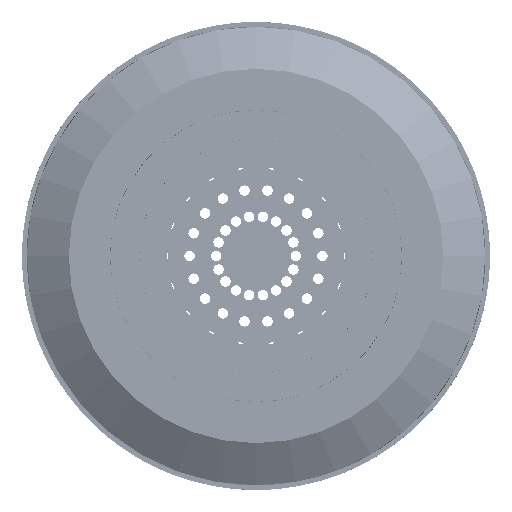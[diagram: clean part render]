
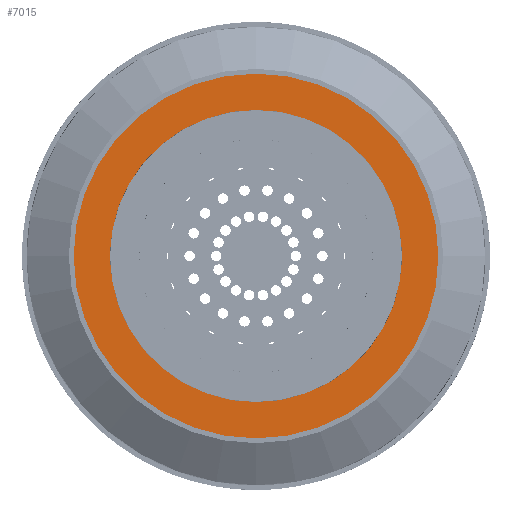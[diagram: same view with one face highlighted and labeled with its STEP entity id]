
A CAD part, left-side view. The second image highlights one B-rep face of the part: STEP entity #7015.
In plain terms, the highlighted planar face has unit normal (-1, 0, 0).
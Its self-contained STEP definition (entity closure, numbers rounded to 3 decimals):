
#7015=ADVANCED_FACE('',(#14544,#14545),#14546,.T.);
#14544=FACE_OUTER_BOUND('',#22324,.T.);
#14545=FACE_BOUND('',#22325,.T.);
#14546=PLANE('',#22326);
#22324=EDGE_LOOP('',(#45086,#45087));
#22325=EDGE_LOOP('',(#45088,#45089));
#22326=AXIS2_PLACEMENT_3D('',#45090,#45091,#45092);
#45086=ORIENTED_EDGE('',*,*,#46964,.T.);
#45087=ORIENTED_EDGE('',*,*,#55733,.T.);
#45088=ORIENTED_EDGE('',*,*,#55158,.F.);
#45089=ORIENTED_EDGE('',*,*,#48828,.F.);
#45090=CARTESIAN_POINT('',(-56.543,0.0,0.0));
#45091=DIRECTION('',(-1.0,0.0,0.0));
#45092=DIRECTION('',(0.0,0.0,1.0));
#46964=EDGE_CURVE('',#56613,#56617,#56619,.T.);
#48828=EDGE_CURVE('',#59986,#59989,#59990,.T.);
#55158=EDGE_CURVE('',#59989,#59986,#68624,.T.);
#55733=EDGE_CURVE('',#56617,#56613,#69342,.T.);
#56613=VERTEX_POINT('',#70464);
#56617=VERTEX_POINT('',#70469);
#56619=CIRCLE('',#70472,32.74);
#59986=VERTEX_POINT('',#80586);
#59989=VERTEX_POINT('',#80590);
#59990=CIRCLE('',#80591,26.2);
#68624=CIRCLE('',#97491,26.2);
#69342=CIRCLE('',#100783,32.74);
#70464=CARTESIAN_POINT('',(-56.543,0.0,32.74));
#70469=CARTESIAN_POINT('',(-56.543,0.,-32.74));
#70472=AXIS2_PLACEMENT_3D('',#102030,#102031,#102032);
#80586=CARTESIAN_POINT('',(-56.543,0.,26.2));
#80590=CARTESIAN_POINT('',(-56.543,0.,-26.2));
#80591=AXIS2_PLACEMENT_3D('',#104322,#104323,#104324);
#97491=AXIS2_PLACEMENT_3D('',#112310,#112311,#112312);
#100783=AXIS2_PLACEMENT_3D('',#112313,#112314,#112315);
#102030=CARTESIAN_POINT('',(-56.543,0.0,0.0));
#102031=DIRECTION('',(-1.0,0.0,0.0));
#102032=DIRECTION('',(0.0,0.0,1.0));
#104322=CARTESIAN_POINT('',(-56.543,0.0,0.0));
#104323=DIRECTION('',(-1.0,0.0,0.0));
#104324=DIRECTION('',(0.0,0.0,1.0));
#112310=CARTESIAN_POINT('',(-56.543,0.0,0.0));
#112311=DIRECTION('',(-1.0,0.0,0.0));
#112312=DIRECTION('',(0.0,0.0,1.0));
#112313=CARTESIAN_POINT('',(-56.543,0.0,0.0));
#112314=DIRECTION('',(-1.0,0.0,0.0));
#112315=DIRECTION('',(0.0,0.0,1.0));
